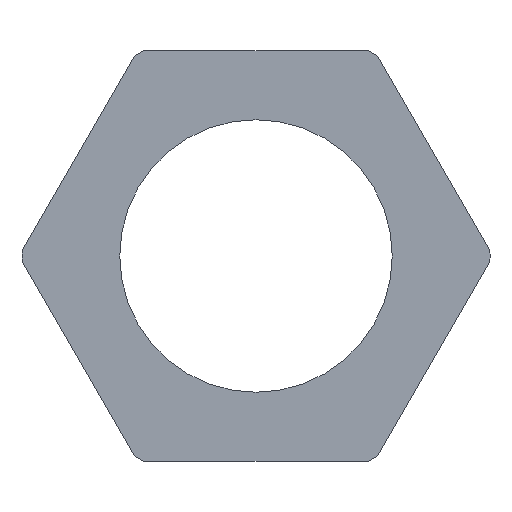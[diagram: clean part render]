
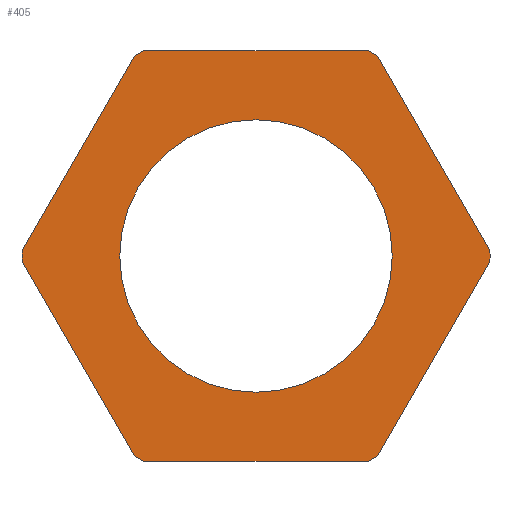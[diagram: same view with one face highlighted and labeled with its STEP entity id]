
A CAD part, front view. The second image highlights one B-rep face of the part: STEP entity #405.
In plain terms, the highlighted planar face has unit normal (0, -1, 0).
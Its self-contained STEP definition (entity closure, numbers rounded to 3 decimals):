
#2 = CARTESIAN_POINT ( 'NONE',  ( 0., -2.575, 0. ) ) ;
#3 = CARTESIAN_POINT ( 'NONE',  ( 0., -2.575, 0. ) ) ;
#4 = DIRECTION ( 'NONE',  ( 0., 0., 1. ) ) ;
#8 = DIRECTION ( 'NONE',  ( 0.5, 0., -0.866 ) ) ;
#13 = ORIENTED_EDGE ( 'NONE', *, *, #166, .T. ) ;
#14 = EDGE_CURVE ( 'NONE', #297, #278, #217, .T. ) ;
#15 = CARTESIAN_POINT ( 'NONE',  ( -12.447, -2.575, 0.292 ) ) ;
#18 = CIRCLE ( 'NONE', #235, 12.45 ) ;
#19 = CARTESIAN_POINT ( 'NONE',  ( -5.971, -2.575, 10.925 ) ) ;
#24 = DIRECTION ( 'NONE',  ( 0., 0., 1. ) ) ;
#25 = ORIENTED_EDGE ( 'NONE', *, *, #172, .F. ) ;
#34 = EDGE_CURVE ( 'NONE', #542, #545, #523, .T. ) ;
#41 = CARTESIAN_POINT ( 'NONE',  ( 6.308, -2.575, -10.925 ) ) ;
#49 = EDGE_CURVE ( 'NONE', #373, #278, #472, .T. ) ;
#54 = VECTOR ( 'NONE', #8, 1000. ) ;
#55 = CARTESIAN_POINT ( 'NONE',  ( 12.615, -2.575, 0. ) ) ;
#58 = LINE ( 'NONE', #55, #439 ) ;
#61 = CARTESIAN_POINT ( 'NONE',  ( -6.476, -2.575, 10.633 ) ) ;
#62 = ORIENTED_EDGE ( 'NONE', *, *, #34, .F. ) ;
#65 = AXIS2_PLACEMENT_3D ( 'NONE', #157, #553, #24 ) ;
#73 = DIRECTION ( 'NONE',  ( 0.5, 0., 0.866 ) ) ;
#75 = AXIS2_PLACEMENT_3D ( 'NONE', #323, #275, #315 ) ;
#80 = CARTESIAN_POINT ( 'NONE',  ( -6.308, -2.575, -10.925 ) ) ;
#91 = EDGE_CURVE ( 'NONE', #495, #242, #294, .T. ) ;
#95 = ORIENTED_EDGE ( 'NONE', *, *, #359, .F. ) ;
#110 = VECTOR ( 'NONE', #73, 1000. ) ;
#123 = CARTESIAN_POINT ( 'NONE',  ( 0., -2.575, 0. ) ) ;
#129 = CARTESIAN_POINT ( 'NONE',  ( -12.447, -2.575, -0.292 ) ) ;
#134 = DIRECTION ( 'NONE',  ( -1., 0., 0. ) ) ;
#141 = CARTESIAN_POINT ( 'NONE',  ( 12.447, -2.575, 0.292 ) ) ;
#143 = VERTEX_POINT ( 'NONE', #391 ) ;
#154 = CARTESIAN_POINT ( 'NONE',  ( 0., -2.575, 0. ) ) ;
#157 = CARTESIAN_POINT ( 'NONE',  ( 0., -2.575, 0. ) ) ;
#159 = DIRECTION ( 'NONE',  ( 0., 0., 1. ) ) ;
#165 = CARTESIAN_POINT ( 'NONE',  ( -6.308, -2.575, 10.925 ) ) ;
#166 = EDGE_CURVE ( 'NONE', #297, #182, #327, .T. ) ;
#170 = DIRECTION ( 'NONE',  ( 0., 0., 1. ) ) ;
#172 = EDGE_CURVE ( 'NONE', #495, #459, #58, .T. ) ;
#173 = ORIENTED_EDGE ( 'NONE', *, *, #49, .T. ) ;
#176 = LINE ( 'NONE', #41, #215 ) ;
#182 = VERTEX_POINT ( 'NONE', #61 ) ;
#194 = FACE_BOUND ( 'NONE', #420, .T. ) ;
#198 = CARTESIAN_POINT ( 'NONE',  ( -5.971, -2.575, -10.925 ) ) ;
#199 = VERTEX_POINT ( 'NONE', #442 ) ;
#210 = DIRECTION ( 'NONE',  ( 0., 0., 1. ) ) ;
#215 = VECTOR ( 'NONE', #134, 1000. ) ;
#217 = LINE ( 'NONE', #165, #374 ) ;
#218 = CARTESIAN_POINT ( 'NONE',  ( 12.447, -2.575, -0.292 ) ) ;
#226 = CARTESIAN_POINT ( 'NONE',  ( 5.971, -2.575, -10.925 ) ) ;
#234 = VERTEX_POINT ( 'NONE', #15 ) ;
#235 = AXIS2_PLACEMENT_3D ( 'NONE', #447, #560, #284 ) ;
#239 = CARTESIAN_POINT ( 'NONE',  ( -12.615, -2.575, 0. ) ) ;
#242 = VERTEX_POINT ( 'NONE', #141 ) ;
#246 = ORIENTED_EDGE ( 'NONE', *, *, #14, .F. ) ;
#251 = AXIS2_PLACEMENT_3D ( 'NONE', #154, #329, #351 ) ;
#267 = CARTESIAN_POINT ( 'NONE',  ( 0., -2.575, 0. ) ) ;
#272 = AXIS2_PLACEMENT_3D ( 'NONE', #267, #389, #170 ) ;
#275 = DIRECTION ( 'NONE',  ( 0., -1., 0. ) ) ;
#278 = VERTEX_POINT ( 'NONE', #536 ) ;
#280 = CIRCLE ( 'NONE', #336, 12.45 ) ;
#284 = DIRECTION ( 'NONE',  ( 0., 0., 1. ) ) ;
#285 = ORIENTED_EDGE ( 'NONE', *, *, #424, .T. ) ;
#288 = ORIENTED_EDGE ( 'NONE', *, *, #318, .T. ) ;
#291 = ORIENTED_EDGE ( 'NONE', *, *, #532, .T. ) ;
#293 = CARTESIAN_POINT ( 'NONE',  ( 6.476, -2.575, 10.633 ) ) ;
#294 = CIRCLE ( 'NONE', #526, 12.45 ) ;
#296 = CARTESIAN_POINT ( 'NONE',  ( 0., -2.575, 0. ) ) ;
#297 = VERTEX_POINT ( 'NONE', #19 ) ;
#303 = DIRECTION ( 'NONE',  ( 0., -1., 0. ) ) ;
#304 = VECTOR ( 'NONE', #471, 1000. ) ;
#309 = DIRECTION ( 'NONE',  ( -0.5, 0., -0.866 ) ) ;
#315 = DIRECTION ( 'NONE',  ( 0., 0., 1. ) ) ;
#316 = AXIS2_PLACEMENT_3D ( 'NONE', #2, #480, #4 ) ;
#317 = EDGE_LOOP ( 'NONE', ( #13, #95, #288, #62, #285, #509, #427, #25, #377, #381, #173, #246 ) ) ;
#318 = EDGE_CURVE ( 'NONE', #234, #545, #18, .T. ) ;
#323 = CARTESIAN_POINT ( 'NONE',  ( 0., -2.575, 0. ) ) ;
#327 = CIRCLE ( 'NONE', #75, 12.45 ) ;
#329 = DIRECTION ( 'NONE',  ( 0., 1., 0. ) ) ;
#336 = AXIS2_PLACEMENT_3D ( 'NONE', #123, #370, #159 ) ;
#346 = CARTESIAN_POINT ( 'NONE',  ( 6.308, -2.575, 10.925 ) ) ;
#348 = LINE ( 'NONE', #346, #54 ) ;
#351 = DIRECTION ( 'NONE',  ( 0., 0., 1. ) ) ;
#353 = VERTEX_POINT ( 'NONE', #198 ) ;
#359 = EDGE_CURVE ( 'NONE', #234, #182, #415, .T. ) ;
#370 = DIRECTION ( 'NONE',  ( 0., -1., 0. ) ) ;
#372 = FACE_OUTER_BOUND ( 'NONE', #317, .T. ) ;
#373 = VERTEX_POINT ( 'NONE', #293 ) ;
#374 = VECTOR ( 'NONE', #516, 1000. ) ;
#377 = ORIENTED_EDGE ( 'NONE', *, *, #91, .T. ) ;
#379 = EDGE_CURVE ( 'NONE', #199, #143, #504, .T. ) ;
#381 = ORIENTED_EDGE ( 'NONE', *, *, #462, .F. ) ;
#389 = DIRECTION ( 'NONE',  ( 0., 1., 0. ) ) ;
#391 = CARTESIAN_POINT ( 'NONE',  ( 0., -2.575, -7.25 ) ) ;
#394 = EDGE_CURVE ( 'NONE', #428, #459, #280, .T. ) ;
#397 = CARTESIAN_POINT ( 'NONE',  ( 6.476, -2.575, -10.633 ) ) ;
#405 = ADVANCED_FACE ( 'NONE', ( #194, #372 ), #547, .F. ) ;
#411 = AXIS2_PLACEMENT_3D ( 'NONE', #3, #303, #441 ) ;
#415 = LINE ( 'NONE', #239, #110 ) ;
#420 = EDGE_LOOP ( 'NONE', ( #470, #291 ) ) ;
#424 = EDGE_CURVE ( 'NONE', #542, #353, #467, .T. ) ;
#427 = ORIENTED_EDGE ( 'NONE', *, *, #394, .T. ) ;
#428 = VERTEX_POINT ( 'NONE', #226 ) ;
#439 = VECTOR ( 'NONE', #309, 1000. ) ;
#441 = DIRECTION ( 'NONE',  ( 0., 0., 1. ) ) ;
#442 = CARTESIAN_POINT ( 'NONE',  ( 0., -2.575, 7.25 ) ) ;
#447 = CARTESIAN_POINT ( 'NONE',  ( 0., -2.575, 0. ) ) ;
#449 = EDGE_CURVE ( 'NONE', #428, #353, #176, .T. ) ;
#459 = VERTEX_POINT ( 'NONE', #397 ) ;
#462 = EDGE_CURVE ( 'NONE', #373, #242, #348, .T. ) ;
#467 = CIRCLE ( 'NONE', #411, 12.45 ) ;
#470 = ORIENTED_EDGE ( 'NONE', *, *, #379, .T. ) ;
#471 = DIRECTION ( 'NONE',  ( -0.5, 0., 0.866 ) ) ;
#472 = CIRCLE ( 'NONE', #316, 12.45 ) ;
#480 = DIRECTION ( 'NONE',  ( 0., -1., 0. ) ) ;
#495 = VERTEX_POINT ( 'NONE', #218 ) ;
#504 = CIRCLE ( 'NONE', #65, 7.25 ) ;
#509 = ORIENTED_EDGE ( 'NONE', *, *, #449, .F. ) ;
#516 = DIRECTION ( 'NONE',  ( 1., 0., 0. ) ) ;
#519 = CIRCLE ( 'NONE', #272, 7.25 ) ;
#522 = CARTESIAN_POINT ( 'NONE',  ( -6.476, -2.575, -10.633 ) ) ;
#523 = LINE ( 'NONE', #80, #304 ) ;
#525 = DIRECTION ( 'NONE',  ( 0., -1., 0. ) ) ;
#526 = AXIS2_PLACEMENT_3D ( 'NONE', #296, #525, #210 ) ;
#532 = EDGE_CURVE ( 'NONE', #143, #199, #519, .T. ) ;
#536 = CARTESIAN_POINT ( 'NONE',  ( 5.971, -2.575, 10.925 ) ) ;
#542 = VERTEX_POINT ( 'NONE', #522 ) ;
#545 = VERTEX_POINT ( 'NONE', #129 ) ;
#547 = PLANE ( 'NONE',  #251 ) ;
#553 = DIRECTION ( 'NONE',  ( 0., 1., 0. ) ) ;
#560 = DIRECTION ( 'NONE',  ( 0., -1., 0. ) ) ;
